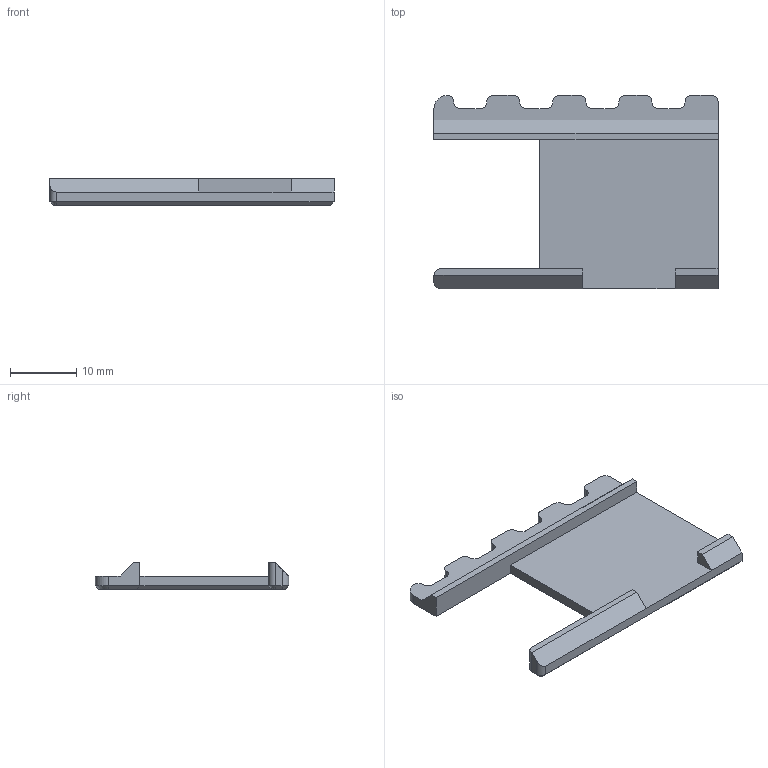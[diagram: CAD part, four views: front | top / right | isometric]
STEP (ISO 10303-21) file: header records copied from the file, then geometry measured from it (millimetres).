
FILE_DESCRIPTION (( 'STEP AP214' ), '1' );
FILE_NAME ('OLED嘐隅殤2.S', '2024-03-10T13:08:30', ( '' ), ( '' ), 'SwSTEP 2.0', 'SolidWorks 2024', '' );
FILE_SCHEMA (( 'AUTOMOTIVE_DESIGN' ));
Length unit declared in the file: millimetre
Products named in the file (1): OLED固定架2
Bounding box: 43 x 29.25 x 4 mm (x, y, z)
Volume: 2073.2 mm3; surface area: 2348.2 mm2
Topology: 1 solids, 1 shells, 82 faces, 202 edges, 122 vertices
Faces by surface type: plane 42, cylinder 20, cone 20
Entity records: 2404 total; most frequent: DIRECTION 426, CARTESIAN_POINT 410, ORIENTED_EDGE 404, EDGE_CURVE 202, AXIS2_PLACEMENT_3D 142, LINE 142, VECTOR 142, VERTEX_POINT 122
